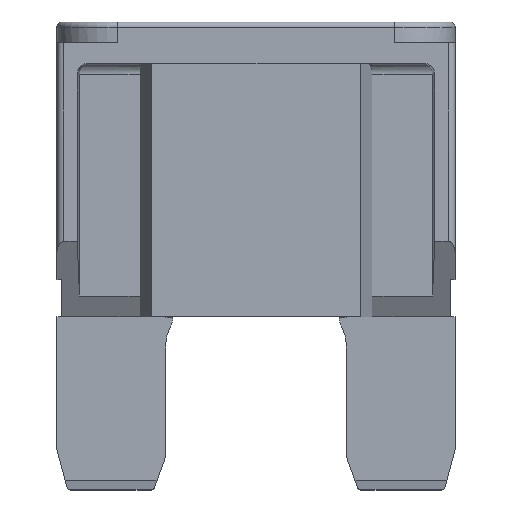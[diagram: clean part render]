
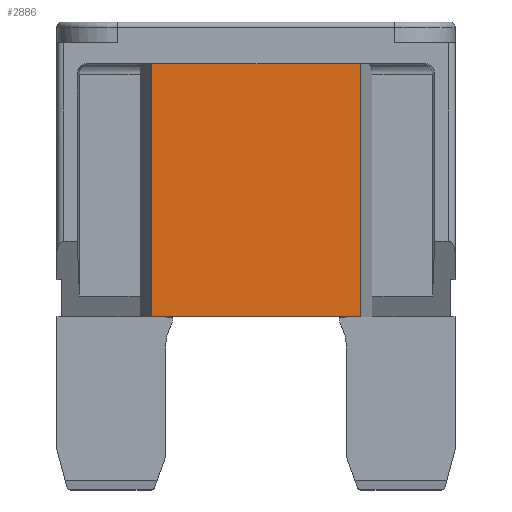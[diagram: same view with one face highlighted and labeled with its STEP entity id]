
A CAD part, top view. The second image highlights one B-rep face of the part: STEP entity #2886.
In plain terms, the highlighted planar face has unit normal (0, 0, 1).
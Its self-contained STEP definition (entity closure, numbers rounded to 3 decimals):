
#453=DIRECTION('',(1.,0.,0.));
#454=VECTOR('',#453,15.367);
#455=CARTESIAN_POINT('',(6.921,12.582,4.661));
#456=LINE('',#455,#454);
#834=DIRECTION('',(0.,1.,0.));
#835=VECTOR('',#834,18.552);
#836=CARTESIAN_POINT('',(6.921,12.582,4.661));
#837=LINE('',#836,#835);
#850=DIRECTION('',(1.,0.,0.));
#851=VECTOR('',#850,15.367);
#852=CARTESIAN_POINT('',(6.921,31.134,4.661));
#853=LINE('',#852,#851);
#902=DIRECTION('',(0.,1.,0.));
#903=VECTOR('',#902,18.552);
#904=CARTESIAN_POINT('',(22.288,12.582,4.661));
#905=LINE('',#904,#903);
#1361=CARTESIAN_POINT('',(6.921,31.134,4.661));
#1362=CARTESIAN_POINT('',(22.288,31.134,4.661));
#1363=VERTEX_POINT('',#1361);
#1364=VERTEX_POINT('',#1362);
#1652=CARTESIAN_POINT('',(22.288,12.582,4.661));
#1653=VERTEX_POINT('',#1652);
#1654=CARTESIAN_POINT('',(6.921,12.582,4.661));
#1656=VERTEX_POINT('',#1654);
#2875=CARTESIAN_POINT('',(22.288,31.134,4.661));
#2876=DIRECTION('',(0.,0.,1.));
#2877=DIRECTION('',(-1.,0.,0.));
#2878=AXIS2_PLACEMENT_3D('',#2875,#2876,#2877);
#2879=PLANE('',#2878);
#2880=ORIENTED_EDGE('',*,*,#2310,.F.);
#2881=ORIENTED_EDGE('',*,*,#2773,.T.);
#2882=ORIENTED_EDGE('',*,*,#2796,.T.);
#2883=ORIENTED_EDGE('',*,*,#2856,.F.);
#2884=EDGE_LOOP('',(#2880,#2881,#2882,#2883));
#2885=FACE_OUTER_BOUND('',#2884,.F.);
#2886=ADVANCED_FACE('',(#2885),#2879,.T.);
#2310=EDGE_CURVE('',#1656,#1653,#456,.T.);
#2773=EDGE_CURVE('',#1656,#1363,#837,.T.);
#2796=EDGE_CURVE('',#1363,#1364,#853,.T.);
#2856=EDGE_CURVE('',#1653,#1364,#905,.T.);
